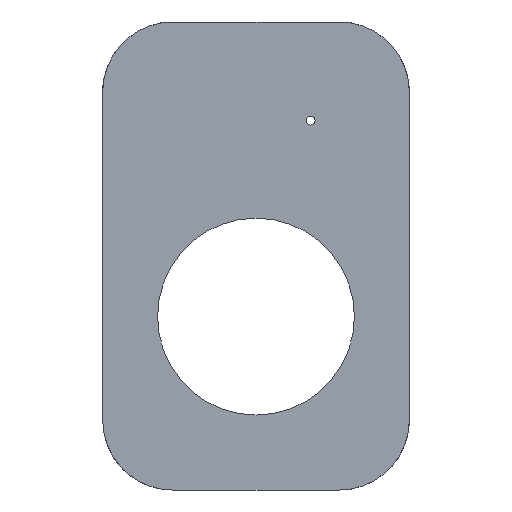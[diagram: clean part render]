
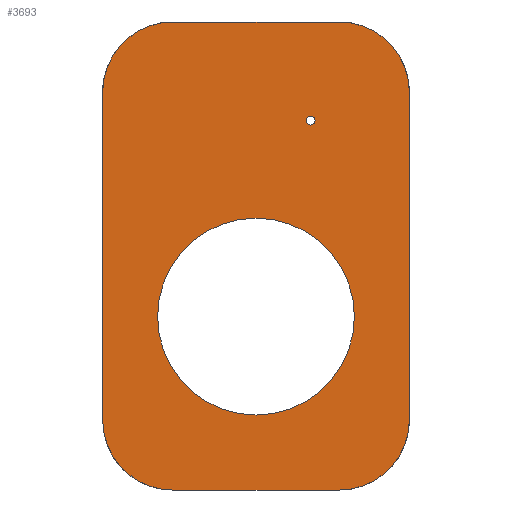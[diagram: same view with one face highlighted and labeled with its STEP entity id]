
A CAD part, front view. The second image highlights one B-rep face of the part: STEP entity #3693.
In plain terms, the highlighted planar face has unit normal (0, -1, 0).
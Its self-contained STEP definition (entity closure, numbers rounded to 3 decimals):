
#2 = AXIS2_PLACEMENT_3D ( 'NONE', #1133, #3475, #4097 ) ;
#5 = ORIENTED_EDGE ( 'NONE', *, *, #557, .F. ) ;
#20 = EDGE_CURVE ( 'NONE', #5459, #593, #5631, .T. ) ;
#216 = EDGE_LOOP ( 'NONE', ( #894, #1289, #1763, #4155, #5, #6400, #1278, #2919 ) ) ;
#218 = EDGE_CURVE ( 'NONE', #3735, #1187, #5532, .T. ) ;
#250 = CARTESIAN_POINT ( 'NONE',  ( 44.55, 0., -6.55 ) ) ;
#280 = EDGE_CURVE ( 'NONE', #2765, #3355, #5317, .T. ) ;
#390 = CARTESIAN_POINT ( 'NONE',  ( 51.1, 0., 0. ) ) ;
#420 = CIRCLE ( 'NONE', #2, 16. ) ;
#459 = CARTESIAN_POINT ( 'NONE',  ( 67.1, 0., 0. ) ) ;
#475 = CARTESIAN_POINT ( 'NONE',  ( 32.05, 0., -51.355 ) ) ;
#557 = EDGE_CURVE ( 'NONE', #1888, #2544, #420, .T. ) ;
#573 = ORIENTED_EDGE ( 'NONE', *, *, #5727, .T. ) ;
#593 = VERTEX_POINT ( 'NONE', #5364 ) ;
#647 = EDGE_CURVE ( 'NONE', #3355, #1888, #6165, .T. ) ;
#834 = DIRECTION ( 'NONE',  ( 0., 1., 0. ) ) ;
#839 = DIRECTION ( 'NONE',  ( -1., 0., 0. ) ) ;
#894 = ORIENTED_EDGE ( 'NONE', *, *, #2715, .F. ) ;
#1108 = AXIS2_PLACEMENT_3D ( 'NONE', #4892, #2820, #3844 ) ;
#1133 = CARTESIAN_POINT ( 'NONE',  ( 13., 0., 0. ) ) ;
#1187 = VERTEX_POINT ( 'NONE', #2233 ) ;
#1278 = ORIENTED_EDGE ( 'NONE', *, *, #280, .F. ) ;
#1289 = ORIENTED_EDGE ( 'NONE', *, *, #2457, .T. ) ;
#1321 = CARTESIAN_POINT ( 'NONE',  ( 32.05, 0., -73.855 ) ) ;
#1334 = CARTESIAN_POINT ( 'NONE',  ( -3., 0., -75. ) ) ;
#1376 = VECTOR ( 'NONE', #1458, 1000. ) ;
#1458 = DIRECTION ( 'NONE',  ( 0., 0., 1. ) ) ;
#1547 = DIRECTION ( 'NONE',  ( 0., -1., 0. ) ) ;
#1641 = VERTEX_POINT ( 'NONE', #1321 ) ;
#1648 = EDGE_CURVE ( 'NONE', #593, #5459, #1681, .T. ) ;
#1681 = CIRCLE ( 'NONE', #6177, 1. ) ;
#1763 = ORIENTED_EDGE ( 'NONE', *, *, #218, .F. ) ;
#1772 = CARTESIAN_POINT ( 'NONE',  ( 13., 0., 16. ) ) ;
#1779 = EDGE_LOOP ( 'NONE', ( #5687, #573 ) ) ;
#1885 = VERTEX_POINT ( 'NONE', #4682 ) ;
#1888 = VERTEX_POINT ( 'NONE', #5237 ) ;
#1991 = DIRECTION ( 'NONE',  ( 0., 1., 0. ) ) ;
#2046 = CARTESIAN_POINT ( 'NONE',  ( 51.1, 0., 16. ) ) ;
#2104 = PLANE ( 'NONE',  #2630 ) ;
#2125 = DIRECTION ( 'NONE',  ( -1., 0., 0. ) ) ;
#2149 = EDGE_LOOP ( 'NONE', ( #4153, #2435 ) ) ;
#2233 = CARTESIAN_POINT ( 'NONE',  ( 67.1, 0., 0. ) ) ;
#2242 = LINE ( 'NONE', #4726, #3575 ) ;
#2435 = ORIENTED_EDGE ( 'NONE', *, *, #20, .T. ) ;
#2457 = EDGE_CURVE ( 'NONE', #1885, #1187, #5948, .T. ) ;
#2494 = AXIS2_PLACEMENT_3D ( 'NONE', #4515, #1991, #6059 ) ;
#2544 = VERTEX_POINT ( 'NONE', #1772 ) ;
#2630 = AXIS2_PLACEMENT_3D ( 'NONE', #4660, #1547, #5116 ) ;
#2715 = EDGE_CURVE ( 'NONE', #1885, #5005, #4932, .T. ) ;
#2765 = VERTEX_POINT ( 'NONE', #3042 ) ;
#2790 = DIRECTION ( 'NONE',  ( 0., 1., 0. ) ) ;
#2803 = VECTOR ( 'NONE', #6375, 1000. ) ;
#2805 = DIRECTION ( 'NONE',  ( 0., 0., -1. ) ) ;
#2820 = DIRECTION ( 'NONE',  ( 0., 1., 0. ) ) ;
#2919 = ORIENTED_EDGE ( 'NONE', *, *, #5986, .F. ) ;
#3015 = FACE_OUTER_BOUND ( 'NONE', #216, .T. ) ;
#3042 = CARTESIAN_POINT ( 'NONE',  ( 13., 0., -91. ) ) ;
#3123 = CARTESIAN_POINT ( 'NONE',  ( 44.55, 0., -5.55 ) ) ;
#3137 = CARTESIAN_POINT ( 'NONE',  ( 51.1, 0., -75. ) ) ;
#3174 = VECTOR ( 'NONE', #2125, 1000. ) ;
#3355 = VERTEX_POINT ( 'NONE', #1334 ) ;
#3475 = DIRECTION ( 'NONE',  ( 0., 1., 0. ) ) ;
#3496 = EDGE_CURVE ( 'NONE', #3735, #2544, #2242, .T. ) ;
#3575 = VECTOR ( 'NONE', #839, 1000. ) ;
#3693 = ADVANCED_FACE ( 'NONE', ( #3015, #6137, #5020 ), #2104, .T. ) ;
#3735 = VERTEX_POINT ( 'NONE', #2046 ) ;
#3784 = DIRECTION ( 'NONE',  ( 0., 0., -1. ) ) ;
#3798 = DIRECTION ( 'NONE',  ( 0., 1., 0. ) ) ;
#3844 = DIRECTION ( 'NONE',  ( 0., 0., -1. ) ) ;
#3959 = AXIS2_PLACEMENT_3D ( 'NONE', #390, #2790, #3784 ) ;
#4017 = CIRCLE ( 'NONE', #4121, 22.5 ) ;
#4094 = DIRECTION ( 'NONE',  ( 0., 0., -1. ) ) ;
#4097 = DIRECTION ( 'NONE',  ( 0., 0., -1. ) ) ;
#4121 = AXIS2_PLACEMENT_3D ( 'NONE', #475, #3798, #2805 ) ;
#4153 = ORIENTED_EDGE ( 'NONE', *, *, #1648, .T. ) ;
#4155 = ORIENTED_EDGE ( 'NONE', *, *, #3496, .T. ) ;
#4314 = DIRECTION ( 'NONE',  ( 0., 1., 0. ) ) ;
#4486 = LINE ( 'NONE', #4611, #3174 ) ;
#4515 = CARTESIAN_POINT ( 'NONE',  ( 44.55, 0., -6.55 ) ) ;
#4578 = EDGE_CURVE ( 'NONE', #1641, #6358, #5488, .T. ) ;
#4611 = CARTESIAN_POINT ( 'NONE',  ( 0., 0., -91. ) ) ;
#4660 = CARTESIAN_POINT ( 'NONE',  ( 51.1, 0., -86.5 ) ) ;
#4682 = CARTESIAN_POINT ( 'NONE',  ( 67.1, 0., -75. ) ) ;
#4726 = CARTESIAN_POINT ( 'NONE',  ( 0., 0., 16. ) ) ;
#4816 = DIRECTION ( 'NONE',  ( 0., 0., -1. ) ) ;
#4850 = CARTESIAN_POINT ( 'NONE',  ( 51.1, 0., -91. ) ) ;
#4892 = CARTESIAN_POINT ( 'NONE',  ( 32.05, 0., -51.355 ) ) ;
#4932 = CIRCLE ( 'NONE', #5773, 16. ) ;
#5005 = VERTEX_POINT ( 'NONE', #4850 ) ;
#5020 = FACE_BOUND ( 'NONE', #2149, .T. ) ;
#5114 = AXIS2_PLACEMENT_3D ( 'NONE', #5359, #4314, #6307 ) ;
#5116 = DIRECTION ( 'NONE',  ( 0., 0., -1. ) ) ;
#5178 = CARTESIAN_POINT ( 'NONE',  ( -3., 0., 0. ) ) ;
#5237 = CARTESIAN_POINT ( 'NONE',  ( -3., 0., 0. ) ) ;
#5317 = CIRCLE ( 'NONE', #5114, 16. ) ;
#5359 = CARTESIAN_POINT ( 'NONE',  ( 13., 0., -75. ) ) ;
#5364 = CARTESIAN_POINT ( 'NONE',  ( 44.55, 0., -7.55 ) ) ;
#5459 = VERTEX_POINT ( 'NONE', #3123 ) ;
#5488 = CIRCLE ( 'NONE', #1108, 22.5 ) ;
#5532 = CIRCLE ( 'NONE', #3959, 16. ) ;
#5576 = DIRECTION ( 'NONE',  ( 0., 1., 0. ) ) ;
#5617 = CARTESIAN_POINT ( 'NONE',  ( 32.05, 0., -28.855 ) ) ;
#5631 = CIRCLE ( 'NONE', #2494, 1. ) ;
#5687 = ORIENTED_EDGE ( 'NONE', *, *, #4578, .T. ) ;
#5727 = EDGE_CURVE ( 'NONE', #6358, #1641, #4017, .T. ) ;
#5773 = AXIS2_PLACEMENT_3D ( 'NONE', #3137, #5576, #4094 ) ;
#5948 = LINE ( 'NONE', #459, #1376 ) ;
#5986 = EDGE_CURVE ( 'NONE', #5005, #2765, #4486, .T. ) ;
#6059 = DIRECTION ( 'NONE',  ( 0., 0., -1. ) ) ;
#6137 = FACE_BOUND ( 'NONE', #1779, .T. ) ;
#6165 = LINE ( 'NONE', #5178, #2803 ) ;
#6177 = AXIS2_PLACEMENT_3D ( 'NONE', #250, #834, #4816 ) ;
#6307 = DIRECTION ( 'NONE',  ( 0., 0., -1. ) ) ;
#6358 = VERTEX_POINT ( 'NONE', #5617 ) ;
#6375 = DIRECTION ( 'NONE',  ( 0., 0., 1. ) ) ;
#6400 = ORIENTED_EDGE ( 'NONE', *, *, #647, .F. ) ;
